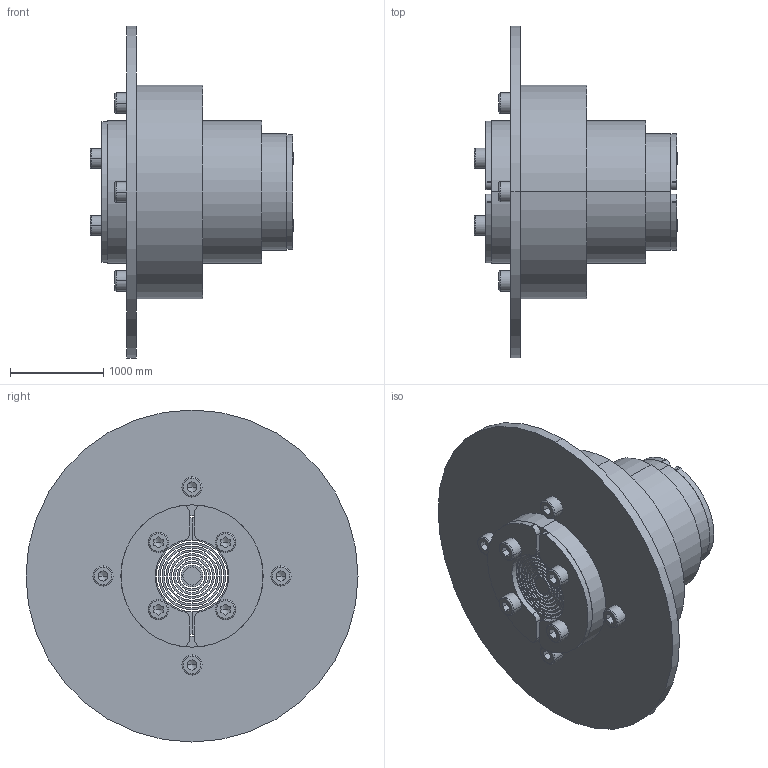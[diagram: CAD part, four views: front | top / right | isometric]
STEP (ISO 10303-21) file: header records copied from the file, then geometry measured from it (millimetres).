
FILE_DESCRIPTION((''),'2;1');
FILE_NAME('RSX 50.stp','2005-04-04T18:50:34',(''),(''),'Mechanical Desktop 2005','Mechanical Desktop 2005',', , ');
FILE_SCHEMA(('CONFIG_CONTROL_DESIGN'));
Length unit declared in the file: inch
Products named in the file (17): DRAWING4; HEXAGON SOCKET HEAD CAP SCREW - ISO 4762 - M5X30; PART3; PART1; PART2; RS50A; MOD; ~HALF; FRONT; ~PART1; ~REAR; CYLINDER HEAD CAP SCREW - DIN 912 - M5 X 50; CORE; RS50; A4-LLOGO; RS23; RS25
Assembly tree (22 placements, depth 5):
  DRAWING4
    HEXAGON SOCKET HEAD CAP SCREW - ISO 4762 - M5X30  x4
    PART3
    PART1
    PART2
    RS50A
      MOD
        ~HALF  x2
          FRONT
          ~PART1
          ~REAR
          CYLINDER HEAD CAP SCREW - DIN 912 - M5 X 50
        CORE
    RS50
      A4-LLOGO
    RS23
    RS25
      A4-LLOGO
Bounding box: 2184.4 x 3556 x 3556 mm (x, y, z)
Volume: 5342982331.1 mm3; surface area: 118262288.4 mm2
Topology: 32 solids, 32 shells, 390 faces, 914 edges, 603 vertices
Faces by surface type: plane 168, cylinder 166, cone 40, bspline 16
Entity records: 5431 total; most frequent: CARTESIAN_POINT 1052, DIRECTION 938, ORIENTED_EDGE 776, EDGE_CURVE 388, AXIS2_PLACEMENT_3D 379, VERTEX_POINT 258, EDGE_LOOP 208, CIRCLE 192
